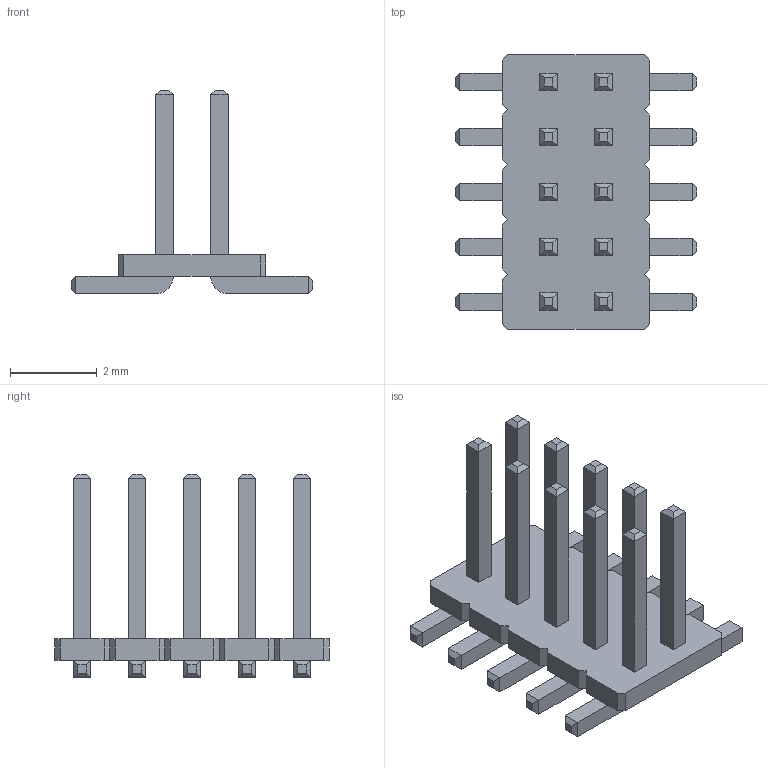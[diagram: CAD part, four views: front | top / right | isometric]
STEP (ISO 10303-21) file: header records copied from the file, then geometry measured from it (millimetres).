
FILE_DESCRIPTION(/* description */ (''),/* implementation_level */ '2;1');
FILE_NAME(/* name */ 'XFCN_PZ127VS-12-10-H10-A3.step',/* time_stamp */ '2023-08-01T21:46:44+10:00',/* author */ (''),/* organization */ (''),/* preprocessor_version */ 'ST-DEVELOPER v20',/* originating_system */ 'Autodesk Translation Framework v12.9.0.99',/* authorisation */ '');
FILE_SCHEMA (('AUTOMOTIVE_DESIGN { 1 0 10303 214 3 1 1 }'));
Length unit declared in the file: millimetre
Products named in the file (1): XFCN_PZ127VS-12-10-H10-A3
Bounding box: 5.57 x 6.35 x 4.7 mm (x, y, z)
Volume: 20.3 mm3; surface area: 140.8 mm2
Topology: 1 solids, 1 shells, 224 faces, 536 edges, 324 vertices
Faces by surface type: plane 214, cylinder 10
Entity records: 6511 total; most frequent: CARTESIAN_POINT 1085, ORIENTED_EDGE 1072, DIRECTION 1006, EDGE_CURVE 536, LINE 516, VECTOR 516, VERTEX_POINT 324, AXIS2_PLACEMENT_3D 245
